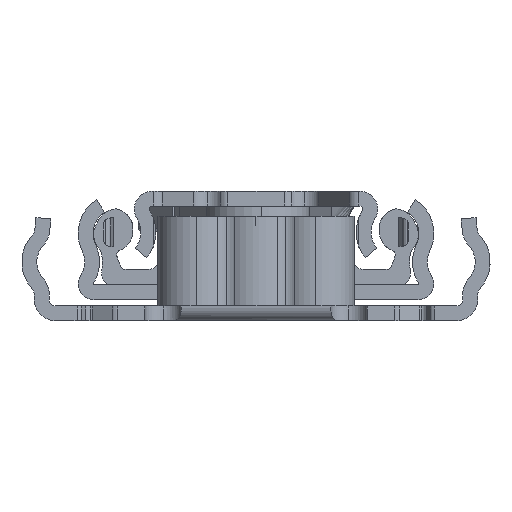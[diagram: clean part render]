
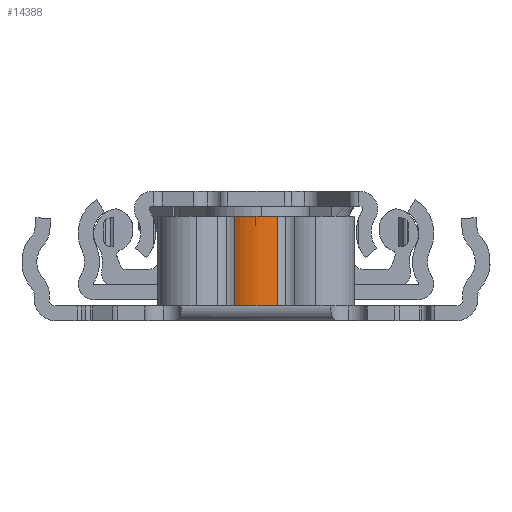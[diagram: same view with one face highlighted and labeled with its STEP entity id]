
A CAD part, left-side view. The second image highlights one B-rep face of the part: STEP entity #14388.
In plain terms, the highlighted cylindrical face has radius 4.1 mm (diameter 8.2 mm), a partial arc.
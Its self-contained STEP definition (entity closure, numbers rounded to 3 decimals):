
#1467 = AXIS2_PLACEMENT_3D ( 'NONE', #18102, #12097, #18281 ) ;
#1593 = VERTEX_POINT ( 'NONE', #14502 ) ;
#2444 = CIRCLE ( 'NONE', #7153, 4.1 ) ;
#2524 = ORIENTED_EDGE ( 'NONE', *, *, #11514, .F. ) ;
#2527 = VECTOR ( 'NONE', #10800, 1000. ) ;
#2643 = EDGE_CURVE ( 'NONE', #7820, #1593, #3554, .T. ) ;
#2846 = VERTEX_POINT ( 'NONE', #7508 ) ;
#3554 = CIRCLE ( 'NONE', #15192, 4.1 ) ;
#4614 = CARTESIAN_POINT ( 'NONE',  ( 602.52, 9., 179.694 ) ) ;
#5798 = LINE ( 'NONE', #4614, #2527 ) ;
#6182 = FACE_OUTER_BOUND ( 'NONE', #17463, .T. ) ;
#6534 = DIRECTION ( 'NONE',  ( 0., 0., 1. ) ) ;
#6561 = CARTESIAN_POINT ( 'NONE',  ( 598.204, 0., 179.694 ) ) ;
#7088 = ORIENTED_EDGE ( 'NONE', *, *, #9922, .T. ) ;
#7153 = AXIS2_PLACEMENT_3D ( 'NONE', #9396, #9488, #15405 ) ;
#7508 = CARTESIAN_POINT ( 'NONE',  ( 602.52, 0., 179.694 ) ) ;
#7754 = ORIENTED_EDGE ( 'NONE', *, *, #2643, .F. ) ;
#7820 = VERTEX_POINT ( 'NONE', #8471 ) ;
#8471 = CARTESIAN_POINT ( 'NONE',  ( 598.204, 9., 179.694 ) ) ;
#8606 = LINE ( 'NONE', #18949, #13221 ) ;
#9396 = CARTESIAN_POINT ( 'NONE',  ( 600.362, 0., 176.208 ) ) ;
#9488 = DIRECTION ( 'NONE',  ( 0., 1., 0. ) ) ;
#9922 = EDGE_CURVE ( 'NONE', #11743, #2846, #2444, .T. ) ;
#9982 = DIRECTION ( 'NONE',  ( 0., -1., 0. ) ) ;
#10800 = DIRECTION ( 'NONE',  ( 0., -1., 0. ) ) ;
#11222 = EDGE_CURVE ( 'NONE', #7820, #11743, #8606, .T. ) ;
#11255 = CARTESIAN_POINT ( 'NONE',  ( 600.362, 9., 176.208 ) ) ;
#11514 = EDGE_CURVE ( 'NONE', #1593, #2846, #5798, .T. ) ;
#11743 = VERTEX_POINT ( 'NONE', #6561 ) ;
#12097 = DIRECTION ( 'NONE',  ( 0., -1., 0. ) ) ;
#12280 = CYLINDRICAL_SURFACE ( 'NONE', #1467, 4.1 ) ;
#13221 = VECTOR ( 'NONE', #9982, 1000. ) ;
#14032 = DIRECTION ( 'NONE',  ( 0., 1., 0. ) ) ;
#14388 = ADVANCED_FACE ( 'NONE', ( #6182 ), #12280, .T. ) ;
#14502 = CARTESIAN_POINT ( 'NONE',  ( 602.52, 9., 179.694 ) ) ;
#15192 = AXIS2_PLACEMENT_3D ( 'NONE', #11255, #14032, #6534 ) ;
#15405 = DIRECTION ( 'NONE',  ( 0., 0., 1. ) ) ;
#15518 = ORIENTED_EDGE ( 'NONE', *, *, #11222, .T. ) ;
#17463 = EDGE_LOOP ( 'NONE', ( #7088, #2524, #7754, #15518 ) ) ;
#18102 = CARTESIAN_POINT ( 'NONE',  ( 600.362, 9., 176.208 ) ) ;
#18281 = DIRECTION ( 'NONE',  ( 0., 0., -1. ) ) ;
#18949 = CARTESIAN_POINT ( 'NONE',  ( 598.204, 9., 179.694 ) ) ;
